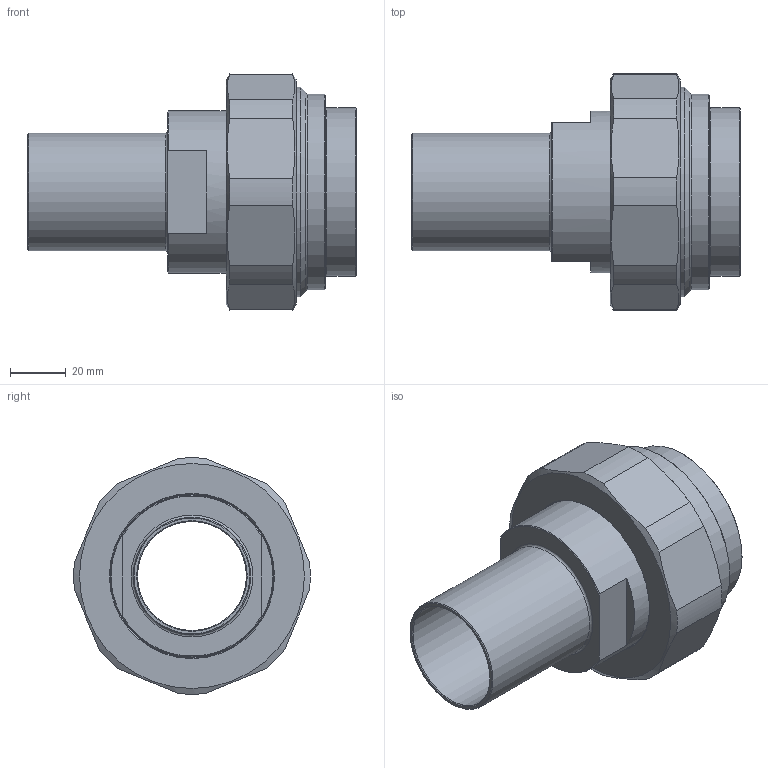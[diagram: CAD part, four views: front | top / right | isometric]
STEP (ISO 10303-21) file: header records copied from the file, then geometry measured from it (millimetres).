
FILE_DESCRIPTION(/* description */ (''),/* implementation_level */ '2;1');
FILE_NAME(/* name */ '3D_R666-PE-SG-42-DN65-60.3_171130996.stp',/* time_stamp */ '2021-07-19T10:31:08+02:00',/* author */ ('cad'),/* organization */ (''),/* preprocessor_version */ 'ST-DEVELOPER v18.1',/* originating_system */ 'Autodesk Inventor 2022',/* authorisation */ '');
FILE_SCHEMA (('AUTOMOTIVE_DESIGN { 1 0 10303 214 3 1 1 }'));
Length unit declared in the file: millimetre
Products named in the file (4): 3D_R666-PE-SG-42-DN65-60.3_171130996; 3D_R666-M-DN65_17113970; 3D_R666-SG-60.3-DN65_17113769; 3D_R666-PE-42-DN65_17113485
Assembly tree (3 placements, depth 2):
  3D_R666-PE-SG-42-DN65-60.3_171130996
    3D_R666-M-DN65_17113970
    3D_R666-SG-60.3-DN65_17113769
    3D_R666-PE-42-DN65_17113485
Bounding box: 117.5 x 84.67 x 84.64 mm (x, y, z)
Volume: 140991.5 mm3; surface area: 60859 mm2
Topology: 3 solids, 3 shells, 64 faces, 156 edges, 103 vertices
Faces by surface type: plane 23, cylinder 18, cone 18, torus 5
Full cylindrical faces by diameter (mm): 39 x1, 42 x1, 55.1 x1, 58 x1, 58.5 x1, 60.3 x1, 70 x2, 72.226 x1, 75.1 x1
Entity records: 2057 total; most frequent: CARTESIAN_POINT 370, DIRECTION 364, ORIENTED_EDGE 312, AXIS2_PLACEMENT_3D 157, EDGE_CURVE 156, VERTEX_POINT 103, CIRCLE 86, EDGE_LOOP 75
